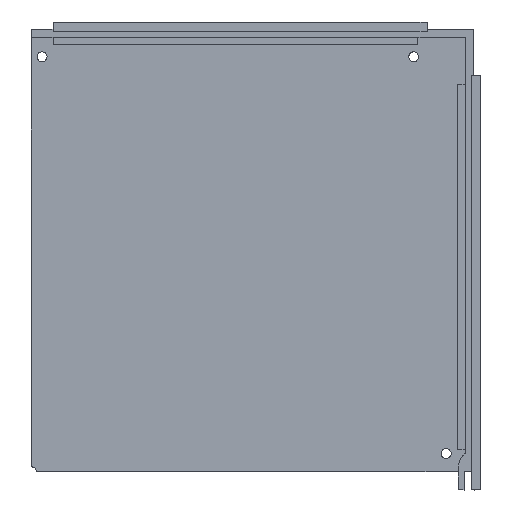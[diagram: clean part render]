
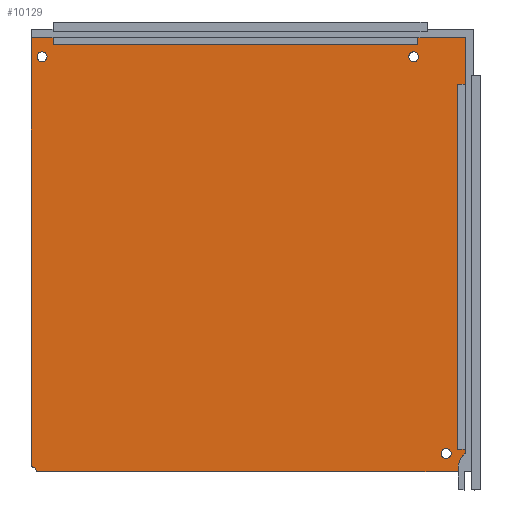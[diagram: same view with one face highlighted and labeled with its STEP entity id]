
A CAD part, top view. The second image highlights one B-rep face of the part: STEP entity #10129.
In plain terms, the highlighted planar face has unit normal (0, 0, 1).
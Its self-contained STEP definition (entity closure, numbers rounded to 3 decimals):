
#122=FACE_BOUND('',#1354,.T.);
#123=FACE_BOUND('',#1355,.T.);
#124=FACE_BOUND('',#1356,.T.);
#142=CIRCLE('',#10203,2.75);
#144=CIRCLE('',#10708,2.75);
#145=CIRCLE('',#10710,2.75);
#146=CIRCLE('',#10711,2.75);
#691=FACE_OUTER_BOUND('',#1353,.T.);
#1353=EDGE_LOOP('',(#8881,#8882,#8883,#8884,#8885));
#1354=EDGE_LOOP('',(#8886));
#1355=EDGE_LOOP('',(#8887));
#1356=EDGE_LOOP('',(#8888));
#1831=LINE('',#14178,#3167);
#1865=LINE('',#14259,#3201);
#1874=LINE('',#14275,#3210);
#2656=LINE('',#15941,#3992);
#3167=VECTOR('',#11251,10.);
#3201=VECTOR('',#11331,10.);
#3210=VECTOR('',#11346,10.);
#3992=VECTOR('',#13120,10.);
#4503=VERTEX_POINT('',#14175);
#4504=VERTEX_POINT('',#14177);
#4522=VERTEX_POINT('',#14233);
#4527=VERTEX_POINT('',#14256);
#4528=VERTEX_POINT('',#14258);
#4920=VERTEX_POINT('',#15937);
#4921=VERTEX_POINT('',#15942);
#4922=VERTEX_POINT('',#15944);
#5423=EDGE_CURVE('',#4503,#4504,#1831,.T.);
#5452=EDGE_CURVE('',#4522,#4522,#142,.T.);
#5464=EDGE_CURVE('',#4528,#4527,#1865,.T.);
#5473=EDGE_CURVE('',#4527,#4504,#1874,.T.);
#6255=EDGE_CURVE('',#4503,#4920,#144,.T.);
#6256=EDGE_CURVE('',#4920,#4528,#2656,.T.);
#6257=EDGE_CURVE('',#4921,#4921,#145,.T.);
#6258=EDGE_CURVE('',#4922,#4922,#146,.T.);
#8881=ORIENTED_EDGE('',*,*,#6255,.T.);
#8882=ORIENTED_EDGE('',*,*,#6256,.T.);
#8883=ORIENTED_EDGE('',*,*,#5464,.T.);
#8884=ORIENTED_EDGE('',*,*,#5473,.T.);
#8885=ORIENTED_EDGE('',*,*,#5423,.F.);
#8886=ORIENTED_EDGE('',*,*,#6257,.T.);
#8887=ORIENTED_EDGE('',*,*,#5452,.T.);
#8888=ORIENTED_EDGE('',*,*,#6258,.T.);
#9575=PLANE('',#10709);
#10129=ADVANCED_FACE('',(#691,#122,#123,#124),#9575,.T.);
#10203=AXIS2_PLACEMENT_3D('',#14235,#11305,#11306);
#10708=AXIS2_PLACEMENT_3D('',#15939,#13116,#13117);
#10709=AXIS2_PLACEMENT_3D('',#15940,#13118,#13119);
#10710=AXIS2_PLACEMENT_3D('',#15943,#13121,#13122);
#10711=AXIS2_PLACEMENT_3D('',#15945,#13123,#13124);
#11251=DIRECTION('',(0.,1.,0.));
#11305=DIRECTION('center_axis',(0.,0.,-1.));
#11306=DIRECTION('ref_axis',(-1.,0.,0.));
#11331=DIRECTION('',(0.,1.,0.));
#11346=DIRECTION('',(-1.,0.,0.));
#13116=DIRECTION('center_axis',(0.,0.,-1.));
#13117=DIRECTION('ref_axis',(-1.,0.,0.));
#13118=DIRECTION('center_axis',(0.,0.,1.));
#13119=DIRECTION('ref_axis',(1.,0.,0.));
#13120=DIRECTION('',(1.,0.,0.));
#13121=DIRECTION('center_axis',(0.,0.,-1.));
#13122=DIRECTION('ref_axis',(-1.,0.,0.));
#13123=DIRECTION('center_axis',(0.,0.,-1.));
#13124=DIRECTION('ref_axis',(-1.,0.,0.));
#14175=CARTESIAN_POINT('',(240.,242.75,4.));
#14177=CARTESIAN_POINT('',(240.,480.5,4.));
#14178=CARTESIAN_POINT('',(240.,480.,4.));
#14233=CARTESIAN_POINT('',(454.75,470.,4.));
#14235=CARTESIAN_POINT('Origin',(452.,470.,4.));
#14256=CARTESIAN_POINT('',(480.5,480.5,4.));
#14258=CARTESIAN_POINT('',(480.5,240.,4.));
#14259=CARTESIAN_POINT('',(480.5,360.25,4.));
#14275=CARTESIAN_POINT('',(119.75,480.5,4.));
#15937=CARTESIAN_POINT('',(242.75,240.,4.));
#15939=CARTESIAN_POINT('Origin',(240.,240.,4.));
#15940=CARTESIAN_POINT('Origin',(240.,240.,4.));
#15941=CARTESIAN_POINT('',(240.,240.,4.));
#15942=CARTESIAN_POINT('',(472.75,250.,4.));
#15943=CARTESIAN_POINT('Origin',(470.,250.,4.));
#15944=CARTESIAN_POINT('',(248.75,470.,4.));
#15945=CARTESIAN_POINT('Origin',(246.,470.,4.));
